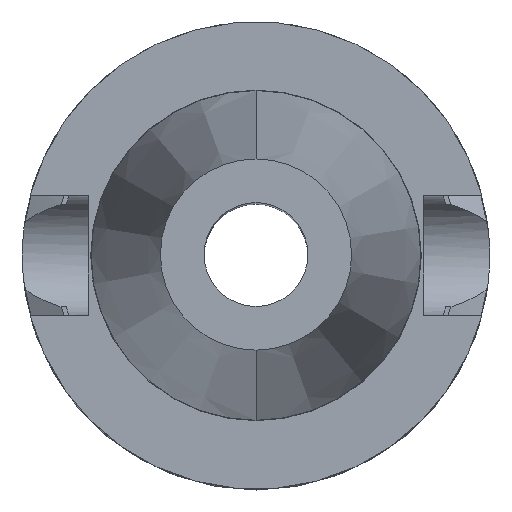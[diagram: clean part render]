
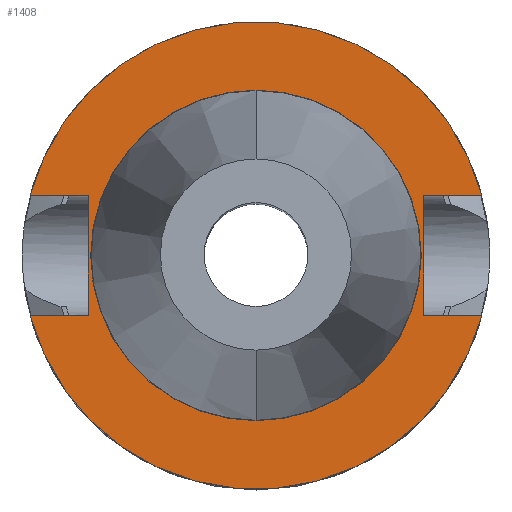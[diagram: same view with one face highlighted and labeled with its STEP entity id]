
A CAD part, top view. The second image highlights one B-rep face of the part: STEP entity #1408.
In plain terms, the highlighted planar face has unit normal (0, 0, 1).
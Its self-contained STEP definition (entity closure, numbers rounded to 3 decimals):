
#296=CARTESIAN_POINT('',(0.,0.,-2.));
#297=DIRECTION('',(0.,0.,1.));
#298=DIRECTION('',(0.967,0.256,0.));
#299=AXIS2_PLACEMENT_3D('',#296,#297,#298);
#311=CARTESIAN_POINT('',(0.,0.,-2.));
#312=DIRECTION('',(0.,0.,1.));
#313=DIRECTION('',(-0.967,-0.256,0.));
#314=AXIS2_PLACEMENT_3D('',#311,#312,#313);
#334=DIRECTION('',(0.,1.,0.));
#335=VECTOR('',#334,16.1);
#336=CARTESIAN_POINT('',(-22.6,-8.05,-2.));
#337=LINE('',#336,#335);
#341=DIRECTION('',(1.,0.,0.));
#342=VECTOR('',#341,7.854);
#343=CARTESIAN_POINT('',(-30.454,8.05,-2.));
#344=LINE('',#343,#342);
#348=DIRECTION('',(-1.,0.,0.));
#349=VECTOR('',#348,7.854);
#350=CARTESIAN_POINT('',(30.454,8.05,-2.));
#351=LINE('',#350,#349);
#355=DIRECTION('',(0.,1.,0.));
#356=VECTOR('',#355,16.1);
#357=CARTESIAN_POINT('',(22.6,-8.05,-2.));
#358=LINE('',#357,#356);
#362=DIRECTION('',(-1.,0.,0.));
#363=VECTOR('',#362,7.854);
#364=CARTESIAN_POINT('',(30.454,-8.05,-2.));
#365=LINE('',#364,#363);
#369=DIRECTION('',(1.,0.,0.));
#370=VECTOR('',#369,7.854);
#371=CARTESIAN_POINT('',(-30.454,-8.05,-2.));
#372=LINE('',#371,#370);
#390=CARTESIAN_POINT('',(0.,0.,-2.));
#391=DIRECTION('',(0.,0.,1.));
#392=DIRECTION('',(0.,1.,0.));
#393=AXIS2_PLACEMENT_3D('',#390,#391,#392);
#398=CARTESIAN_POINT('',(0.,0.,-2.));
#399=DIRECTION('',(0.,0.,-1.));
#400=DIRECTION('',(0.,1.,0.));
#401=AXIS2_PLACEMENT_3D('',#398,#399,#400);
#1009=CARTESIAN_POINT('',(0.,22.162,-2.));
#1011=VERTEX_POINT('',#1009);
#1019=CARTESIAN_POINT('',(0.,-22.162,-2.));
#1021=VERTEX_POINT('',#1019);
#1049=CARTESIAN_POINT('',(30.454,8.05,-2.));
#1050=VERTEX_POINT('',#1049);
#1051=CARTESIAN_POINT('',(30.454,-8.05,-2.));
#1052=VERTEX_POINT('',#1051);
#1053=CARTESIAN_POINT('',(22.6,-8.05,-2.));
#1054=CARTESIAN_POINT('',(22.6,8.05,-2.));
#1055=VERTEX_POINT('',#1053);
#1056=VERTEX_POINT('',#1054);
#1077=CARTESIAN_POINT('',(-30.454,8.05,-2.));
#1078=VERTEX_POINT('',#1077);
#1079=CARTESIAN_POINT('',(-30.454,-8.05,-2.));
#1080=VERTEX_POINT('',#1079);
#1081=CARTESIAN_POINT('',(-22.6,-8.05,-2.));
#1082=CARTESIAN_POINT('',(-22.6,8.05,-2.));
#1083=VERTEX_POINT('',#1081);
#1084=VERTEX_POINT('',#1082);
#1383=CARTESIAN_POINT('',(0.,0.,-2.));
#1384=DIRECTION('',(0.,0.,-1.));
#1385=DIRECTION('',(0.,-1.,0.));
#1386=AXIS2_PLACEMENT_3D('',#1383,#1384,#1385);
#1387=PLANE('',#1386);
#1389=ORIENTED_EDGE('',*,*,#1388,.T.);
#1390=ORIENTED_EDGE('',*,*,#1342,.F.);
#1391=ORIENTED_EDGE('',*,*,#1363,.F.);
#1392=ORIENTED_EDGE('',*,*,#1296,.T.);
#1394=ORIENTED_EDGE('',*,*,#1393,.F.);
#1396=ORIENTED_EDGE('',*,*,#1395,.F.);
#1397=ORIENTED_EDGE('',*,*,#1375,.F.);
#1399=ORIENTED_EDGE('',*,*,#1398,.T.);
#1400=EDGE_LOOP('',(#1389,#1390,#1391,#1392,#1394,#1396,#1397,#1399));
#1401=FACE_OUTER_BOUND('',#1400,.F.);
#1403=ORIENTED_EDGE('',*,*,#1402,.T.);
#1405=ORIENTED_EDGE('',*,*,#1404,.F.);
#1406=EDGE_LOOP('',(#1403,#1405));
#1407=FACE_BOUND('',#1406,.F.);
#300=CIRCLE('',#299,31.5);
#315=CIRCLE('',#314,31.5);
#394=CIRCLE('',#393,22.162);
#402=CIRCLE('',#401,22.162);
#1296=EDGE_CURVE('',#1050,#1056,#351,.T.);
#1342=EDGE_CURVE('',#1078,#1084,#344,.T.);
#1363=EDGE_CURVE('',#1050,#1078,#300,.T.);
#1375=EDGE_CURVE('',#1080,#1052,#315,.T.);
#1388=EDGE_CURVE('',#1083,#1084,#337,.T.);
#1393=EDGE_CURVE('',#1055,#1056,#358,.T.);
#1395=EDGE_CURVE('',#1052,#1055,#365,.T.);
#1398=EDGE_CURVE('',#1080,#1083,#372,.T.);
#1402=EDGE_CURVE('',#1011,#1021,#394,.T.);
#1404=EDGE_CURVE('',#1011,#1021,#402,.T.);
#1408=ADVANCED_FACE('',(#1401,#1407),#1387,.F.);
